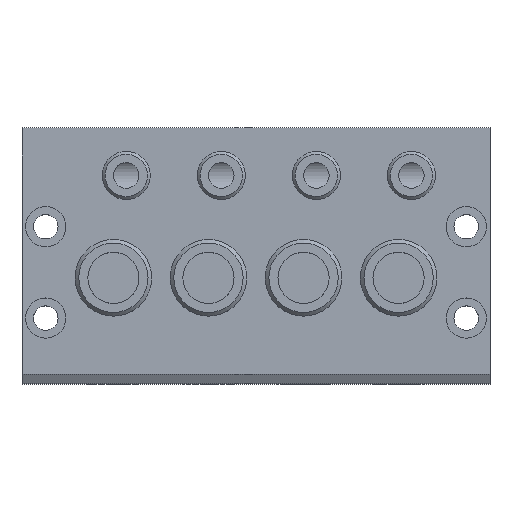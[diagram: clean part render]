
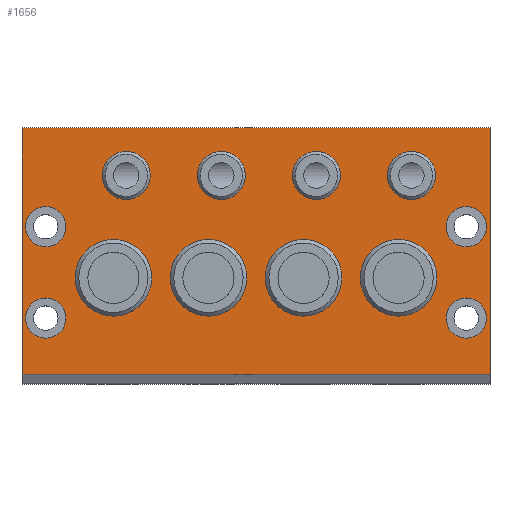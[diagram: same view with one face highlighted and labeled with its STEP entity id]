
A CAD part, top view. The second image highlights one B-rep face of the part: STEP entity #1656.
In plain terms, the highlighted planar face has unit normal (0, 0, 1).
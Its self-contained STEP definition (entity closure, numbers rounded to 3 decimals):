
#146=FACE_BOUND('',#518,.T.);
#147=FACE_BOUND('',#519,.T.);
#148=FACE_BOUND('',#520,.T.);
#149=FACE_BOUND('',#521,.T.);
#150=FACE_BOUND('',#522,.T.);
#151=FACE_BOUND('',#523,.T.);
#152=FACE_BOUND('',#524,.T.);
#153=FACE_BOUND('',#525,.T.);
#154=FACE_BOUND('',#526,.T.);
#155=FACE_BOUND('',#527,.T.);
#156=FACE_BOUND('',#528,.T.);
#157=FACE_BOUND('',#529,.T.);
#264=CIRCLE('',#1856,5.5);
#265=CIRCLE('',#1857,5.5);
#266=CIRCLE('',#1859,5.5);
#267=CIRCLE('',#1860,5.5);
#268=CIRCLE('',#1862,5.5);
#269=CIRCLE('',#1863,5.5);
#270=CIRCLE('',#1865,5.5);
#271=CIRCLE('',#1866,5.5);
#272=CIRCLE('',#1868,9.3);
#273=CIRCLE('',#1870,5.6);
#274=CIRCLE('',#1872,9.3);
#275=CIRCLE('',#1874,5.6);
#276=CIRCLE('',#1876,9.3);
#277=CIRCLE('',#1878,5.6);
#279=CIRCLE('',#1881,9.3);
#280=CIRCLE('',#1883,5.6);
#383=FACE_OUTER_BOUND('',#517,.T.);
#517=EDGE_LOOP('',(#1476,#1477,#1478,#1479));
#518=EDGE_LOOP('',(#1480));
#519=EDGE_LOOP('',(#1481));
#520=EDGE_LOOP('',(#1482));
#521=EDGE_LOOP('',(#1483));
#522=EDGE_LOOP('',(#1484));
#523=EDGE_LOOP('',(#1485));
#524=EDGE_LOOP('',(#1486));
#525=EDGE_LOOP('',(#1487));
#526=EDGE_LOOP('',(#1488,#1489));
#527=EDGE_LOOP('',(#1490,#1491));
#528=EDGE_LOOP('',(#1492,#1493));
#529=EDGE_LOOP('',(#1494,#1495));
#545=LINE('',#2459,#627);
#551=LINE('',#2470,#633);
#614=LINE('',#3188,#696);
#620=LINE('',#3213,#702);
#627=VECTOR('',#1918,10.);
#633=VECTOR('',#1926,10.);
#696=VECTOR('',#2387,10.);
#702=VECTOR('',#2421,10.);
#709=VERTEX_POINT('',#2456);
#710=VERTEX_POINT('',#2458);
#714=VERTEX_POINT('',#2468);
#828=VERTEX_POINT('',#3124);
#829=VERTEX_POINT('',#3125);
#830=VERTEX_POINT('',#3130);
#831=VERTEX_POINT('',#3131);
#832=VERTEX_POINT('',#3136);
#833=VERTEX_POINT('',#3137);
#834=VERTEX_POINT('',#3142);
#835=VERTEX_POINT('',#3143);
#836=VERTEX_POINT('',#3148);
#837=VERTEX_POINT('',#3152);
#838=VERTEX_POINT('',#3156);
#839=VERTEX_POINT('',#3160);
#840=VERTEX_POINT('',#3164);
#841=VERTEX_POINT('',#3168);
#843=VERTEX_POINT('',#3174);
#844=VERTEX_POINT('',#3178);
#846=VERTEX_POINT('',#3186);
#857=EDGE_CURVE('',#709,#710,#545,.T.);
#863=EDGE_CURVE('',#709,#714,#551,.T.);
#1027=EDGE_CURVE('',#828,#829,#264,.T.);
#1028=EDGE_CURVE('',#829,#828,#265,.T.);
#1030=EDGE_CURVE('',#830,#831,#266,.T.);
#1031=EDGE_CURVE('',#831,#830,#267,.T.);
#1033=EDGE_CURVE('',#832,#833,#268,.T.);
#1034=EDGE_CURVE('',#833,#832,#269,.T.);
#1036=EDGE_CURVE('',#834,#835,#270,.T.);
#1037=EDGE_CURVE('',#835,#834,#271,.T.);
#1040=EDGE_CURVE('',#836,#836,#272,.T.);
#1042=EDGE_CURVE('',#837,#837,#273,.T.);
#1044=EDGE_CURVE('',#838,#838,#274,.T.);
#1046=EDGE_CURVE('',#839,#839,#275,.T.);
#1048=EDGE_CURVE('',#840,#840,#276,.T.);
#1050=EDGE_CURVE('',#841,#841,#277,.T.);
#1053=EDGE_CURVE('',#843,#843,#279,.T.);
#1055=EDGE_CURVE('',#844,#844,#280,.T.);
#1059=EDGE_CURVE('',#714,#846,#614,.T.);
#1070=EDGE_CURVE('',#846,#710,#620,.T.);
#1476=ORIENTED_EDGE('',*,*,#857,.F.);
#1477=ORIENTED_EDGE('',*,*,#863,.T.);
#1478=ORIENTED_EDGE('',*,*,#1059,.T.);
#1479=ORIENTED_EDGE('',*,*,#1070,.T.);
#1480=ORIENTED_EDGE('',*,*,#1055,.T.);
#1481=ORIENTED_EDGE('',*,*,#1053,.T.);
#1482=ORIENTED_EDGE('',*,*,#1050,.T.);
#1483=ORIENTED_EDGE('',*,*,#1048,.T.);
#1484=ORIENTED_EDGE('',*,*,#1046,.T.);
#1485=ORIENTED_EDGE('',*,*,#1044,.T.);
#1486=ORIENTED_EDGE('',*,*,#1042,.T.);
#1487=ORIENTED_EDGE('',*,*,#1040,.T.);
#1488=ORIENTED_EDGE('',*,*,#1036,.T.);
#1489=ORIENTED_EDGE('',*,*,#1037,.T.);
#1490=ORIENTED_EDGE('',*,*,#1033,.T.);
#1491=ORIENTED_EDGE('',*,*,#1034,.T.);
#1492=ORIENTED_EDGE('',*,*,#1030,.T.);
#1493=ORIENTED_EDGE('',*,*,#1031,.T.);
#1494=ORIENTED_EDGE('',*,*,#1027,.T.);
#1495=ORIENTED_EDGE('',*,*,#1028,.T.);
#1558=PLANE('',#1900);
#1656=ADVANCED_FACE('',(#383,#146,#147,#148,#149,#150,#151,#152,#153,#154,
#155,#156,#157),#1558,.T.);
#1856=AXIS2_PLACEMENT_3D('',#3126,#2312,#2313);
#1857=AXIS2_PLACEMENT_3D('',#3127,#2314,#2315);
#1859=AXIS2_PLACEMENT_3D('',#3132,#2319,#2320);
#1860=AXIS2_PLACEMENT_3D('',#3133,#2321,#2322);
#1862=AXIS2_PLACEMENT_3D('',#3138,#2326,#2327);
#1863=AXIS2_PLACEMENT_3D('',#3139,#2328,#2329);
#1865=AXIS2_PLACEMENT_3D('',#3144,#2333,#2334);
#1866=AXIS2_PLACEMENT_3D('',#3145,#2335,#2336);
#1868=AXIS2_PLACEMENT_3D('',#3150,#2341,#2342);
#1870=AXIS2_PLACEMENT_3D('',#3154,#2346,#2347);
#1872=AXIS2_PLACEMENT_3D('',#3158,#2351,#2352);
#1874=AXIS2_PLACEMENT_3D('',#3162,#2356,#2357);
#1876=AXIS2_PLACEMENT_3D('',#3166,#2361,#2362);
#1878=AXIS2_PLACEMENT_3D('',#3170,#2366,#2367);
#1881=AXIS2_PLACEMENT_3D('',#3176,#2373,#2374);
#1883=AXIS2_PLACEMENT_3D('',#3180,#2378,#2379);
#1900=AXIS2_PLACEMENT_3D('',#3215,#2423,#2424);
#1918=DIRECTION('',(-1.,0.,0.));
#1926=DIRECTION('',(0.,1.,0.));
#2312=DIRECTION('center_axis',(0.,0.,-1.));
#2313=DIRECTION('ref_axis',(1.,0.,0.));
#2314=DIRECTION('center_axis',(0.,0.,-1.));
#2315=DIRECTION('ref_axis',(1.,0.,0.));
#2319=DIRECTION('center_axis',(0.,0.,-1.));
#2320=DIRECTION('ref_axis',(1.,0.,0.));
#2321=DIRECTION('center_axis',(0.,0.,-1.));
#2322=DIRECTION('ref_axis',(1.,0.,0.));
#2326=DIRECTION('center_axis',(0.,0.,-1.));
#2327=DIRECTION('ref_axis',(1.,0.,0.));
#2328=DIRECTION('center_axis',(0.,0.,-1.));
#2329=DIRECTION('ref_axis',(1.,0.,0.));
#2333=DIRECTION('center_axis',(0.,0.,-1.));
#2334=DIRECTION('ref_axis',(1.,0.,0.));
#2335=DIRECTION('center_axis',(0.,0.,-1.));
#2336=DIRECTION('ref_axis',(1.,0.,0.));
#2341=DIRECTION('center_axis',(0.,0.,-1.));
#2342=DIRECTION('ref_axis',(-1.,0.,0.));
#2346=DIRECTION('center_axis',(0.,0.,-1.));
#2347=DIRECTION('ref_axis',(-1.,0.,0.));
#2351=DIRECTION('center_axis',(0.,0.,-1.));
#2352=DIRECTION('ref_axis',(-1.,0.,0.));
#2356=DIRECTION('center_axis',(0.,0.,-1.));
#2357=DIRECTION('ref_axis',(-1.,0.,0.));
#2361=DIRECTION('center_axis',(0.,0.,-1.));
#2362=DIRECTION('ref_axis',(-1.,0.,0.));
#2366=DIRECTION('center_axis',(0.,0.,-1.));
#2367=DIRECTION('ref_axis',(-1.,0.,0.));
#2373=DIRECTION('center_axis',(0.,0.,-1.));
#2374=DIRECTION('ref_axis',(-1.,0.,0.));
#2378=DIRECTION('center_axis',(0.,0.,-1.));
#2379=DIRECTION('ref_axis',(-1.,0.,0.));
#2387=DIRECTION('',(-1.,0.,0.));
#2421=DIRECTION('',(0.,-1.,0.));
#2423=DIRECTION('center_axis',(0.,0.,1.));
#2424=DIRECTION('ref_axis',(1.,0.,0.));
#2456=CARTESIAN_POINT('',(64.,-32.402,25.));
#2458=CARTESIAN_POINT('',(-64.,-32.402,25.));
#2459=CARTESIAN_POINT('',(-32.,-32.402,25.));
#2468=CARTESIAN_POINT('',(64.,35.,25.));
#2470=CARTESIAN_POINT('',(64.,35.,25.));
#3124=CARTESIAN_POINT('',(63.,-17.,25.));
#3125=CARTESIAN_POINT('',(52.,-17.,25.));
#3126=CARTESIAN_POINT('Origin',(57.5,-17.,25.));
#3127=CARTESIAN_POINT('Origin',(57.5,-17.,25.));
#3130=CARTESIAN_POINT('',(63.,8.,25.));
#3131=CARTESIAN_POINT('',(52.,8.,25.));
#3132=CARTESIAN_POINT('Origin',(57.5,8.,25.));
#3133=CARTESIAN_POINT('Origin',(57.5,8.,25.));
#3136=CARTESIAN_POINT('',(-52.,8.,25.));
#3137=CARTESIAN_POINT('',(-63.,8.,25.));
#3138=CARTESIAN_POINT('Origin',(-57.5,8.,25.));
#3139=CARTESIAN_POINT('Origin',(-57.5,8.,25.));
#3142=CARTESIAN_POINT('',(-52.,-17.,25.));
#3143=CARTESIAN_POINT('',(-63.,-17.,25.));
#3144=CARTESIAN_POINT('Origin',(-57.5,-17.,25.));
#3145=CARTESIAN_POINT('Origin',(-57.5,-17.,25.));
#3148=CARTESIAN_POINT('',(-29.7,-6.,25.));
#3150=CARTESIAN_POINT('Origin',(-39.,-6.,25.));
#3152=CARTESIAN_POINT('',(-29.9,22.,25.));
#3154=CARTESIAN_POINT('Origin',(-35.5,22.,25.));
#3156=CARTESIAN_POINT('',(-3.7,-6.,25.));
#3158=CARTESIAN_POINT('Origin',(-13.,-6.,25.));
#3160=CARTESIAN_POINT('',(-3.9,22.,25.));
#3162=CARTESIAN_POINT('Origin',(-9.5,22.,25.));
#3164=CARTESIAN_POINT('',(22.3,-6.,25.));
#3166=CARTESIAN_POINT('Origin',(13.,-6.,25.));
#3168=CARTESIAN_POINT('',(22.1,22.,25.));
#3170=CARTESIAN_POINT('Origin',(16.5,22.,25.));
#3174=CARTESIAN_POINT('',(48.3,-6.,25.));
#3176=CARTESIAN_POINT('Origin',(39.,-6.,25.));
#3178=CARTESIAN_POINT('',(48.1,22.,25.));
#3180=CARTESIAN_POINT('Origin',(42.5,22.,25.));
#3186=CARTESIAN_POINT('',(-64.,35.,25.));
#3188=CARTESIAN_POINT('',(-64.,35.,25.));
#3213=CARTESIAN_POINT('',(-64.,-35.,25.));
#3215=CARTESIAN_POINT('Origin',(0.,0.,25.));
